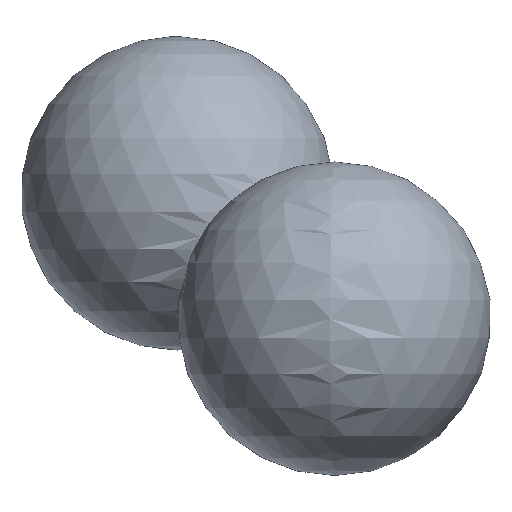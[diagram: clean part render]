
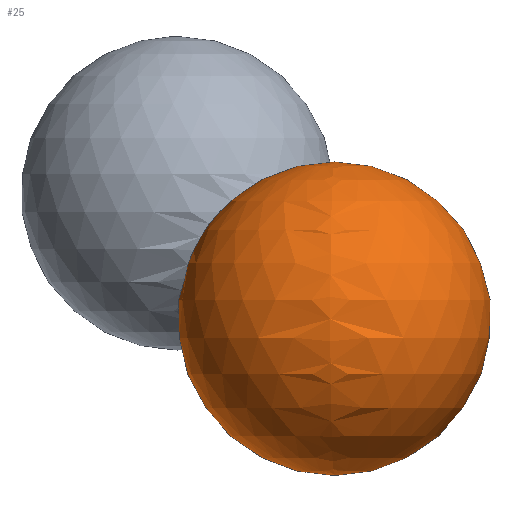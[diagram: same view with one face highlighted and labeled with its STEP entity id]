
A CAD part, front view. The second image highlights one B-rep face of the part: STEP entity #25.
In plain terms, the highlighted spherical face has radius 5 mm.
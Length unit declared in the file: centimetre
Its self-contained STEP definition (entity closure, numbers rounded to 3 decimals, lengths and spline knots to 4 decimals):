
#14=FACE_BOUND($,#16,.T.);
#16=EDGE_LOOP($,(#21));
#17=CIRCLE($,#30,0.2915);
#18=VERTEX_POINT($,#42);
#19=EDGE_CURVE($,#18,#18,#17,.T.);
#21=ORIENTED_EDGE($,*,*,#19,.T.);
#23=SPHERICAL_SURFACE($,#31,0.5);
#25=ADVANCED_FACE($,(#14),#23,.T.);
#30=AXIS2_PLACEMENT_3D($,#43,#36,#37);
#31=AXIS2_PLACEMENT_3D($,#44,#38,#39);
#36=DIRECTION('center_axis',(0.615,-0.615,-0.492));
#37=DIRECTION('ref_axis',(0.,-0.625,0.781));
#38=DIRECTION('center_axis',(0.,0.,1.));
#39=DIRECTION('ref_axis',(1.,0.,0.));
#42=CARTESIAN_POINT('',(-0.25,0.4321,0.4723));
#43=CARTESIAN_POINT('Origin',(-0.25,0.25,0.7));
#44=CARTESIAN_POINT('Origin',(0.,0.,0.5));
